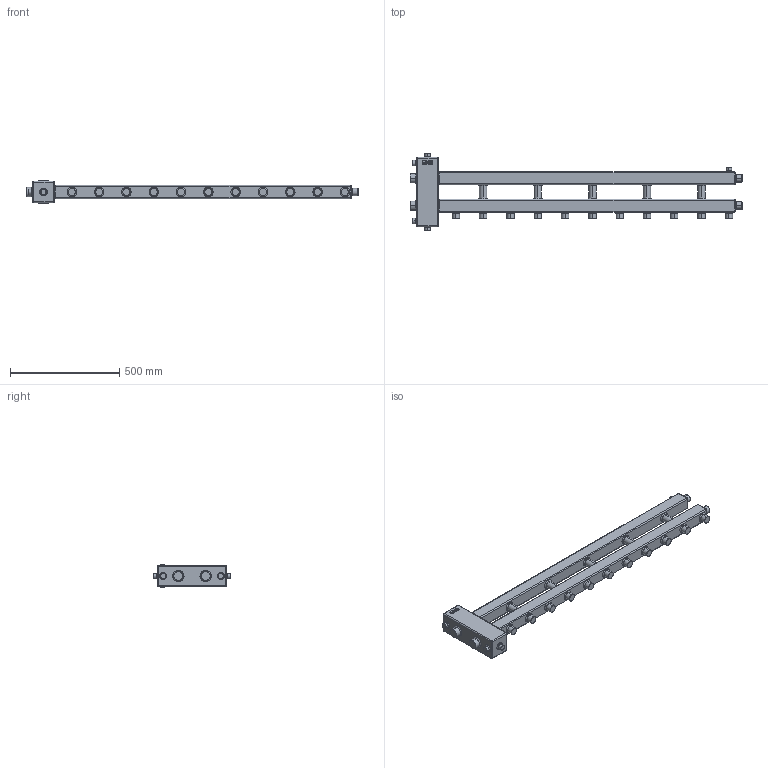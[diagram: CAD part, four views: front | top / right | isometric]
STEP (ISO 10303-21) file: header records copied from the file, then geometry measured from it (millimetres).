
FILE_DESCRIPTION (( 'STEP AP214' ), '1' );
FILE_NAME ('BM-100-6D.10.STEP', '2017-01-28T15:33:58', ( '' ), ( '' ), 'SwSTEP 2.0', 'SolidWorks 2015', '' );
FILE_SCHEMA (( 'AUTOMOTIVE_DESIGN' ));
Length unit declared in the file: millimetre
Products named in the file (1): BM-100-6D.10
Bounding box: 1520 x 357 x 101 mm (x, y, z)
Volume: 13681033.2 mm3; surface area: 845523 mm2
Topology: 1 solids, 1 shells, 774 faces, 2036 edges, 1294 vertices
Faces by surface type: bspline 344, plane 212, cylinder 94, torus 68, cone 40, sphere 16
Entity records: 25944 total; most frequent: CARTESIAN_POINT 8573, ORIENTED_EDGE 4040, DIRECTION 2552, EDGE_CURVE 2020, VERTEX_POINT 1294, VECTOR 966, LINE 966, EDGE_LOOP 830
